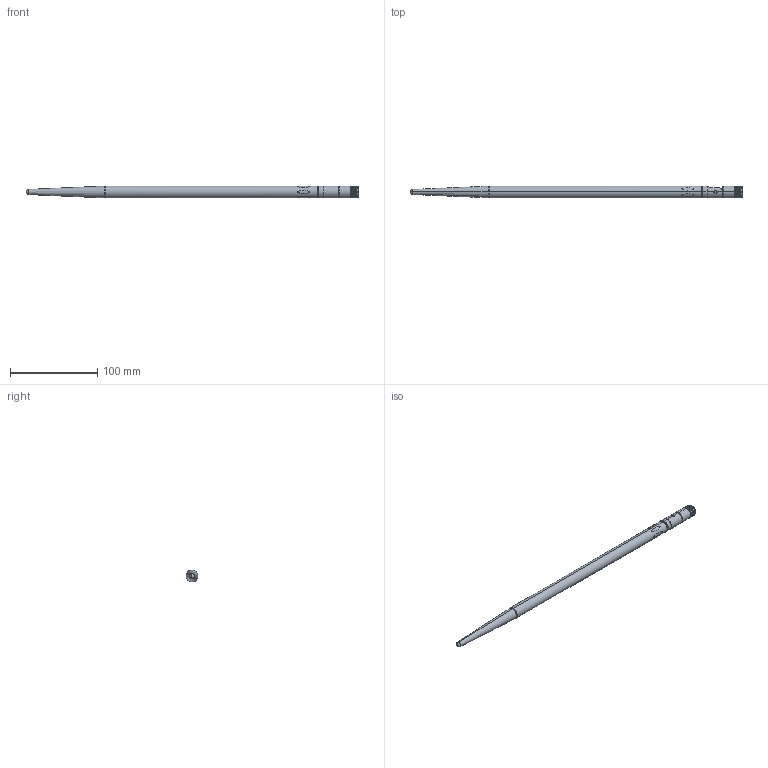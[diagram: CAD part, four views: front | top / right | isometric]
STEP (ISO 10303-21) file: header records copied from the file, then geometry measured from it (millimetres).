
FILE_DESCRIPTION (( 'STEP AP214' ), '1' );
FILE_NAME ('FM51RD1011_3D.step', '2022-12-30T20:59:21', ( '' ), ( '' ), 'SwSTEP 2.0', 'SolidWorks 2022', '' );
FILE_SCHEMA (( 'AUTOMOTIVE_DESIGN' ));
Length unit declared in the file: inch
Products named in the file (4): Pin^FM51RD1011; HG905RG-H^FM51RD1011; HG905RD-Head^FM51RD1011; FM51RD1011_3D
Assembly tree (3 placements, depth 2):
  FM51RD1011_3D
    HG905RD-Head^FM51RD1011
    HG905RG-H^FM51RD1011
    Pin^FM51RD1011
Bounding box: 380.01 x 13.56 x 13.56 mm (x, y, z)
Volume: 47168.9 mm3; surface area: 16535.6 mm2
Topology: 3 solids, 3 shells, 319 faces, 852 edges, 553 vertices
Faces by surface type: cylinder 158, plane 122, cone 26, torus 13
Entity records: 10788 total; most frequent: CARTESIAN_POINT 2391, DIRECTION 1809, ORIENTED_EDGE 1700, EDGE_CURVE 850, AXIS2_PLACEMENT_3D 663, VERTEX_POINT 553, VECTOR 483, LINE 483
